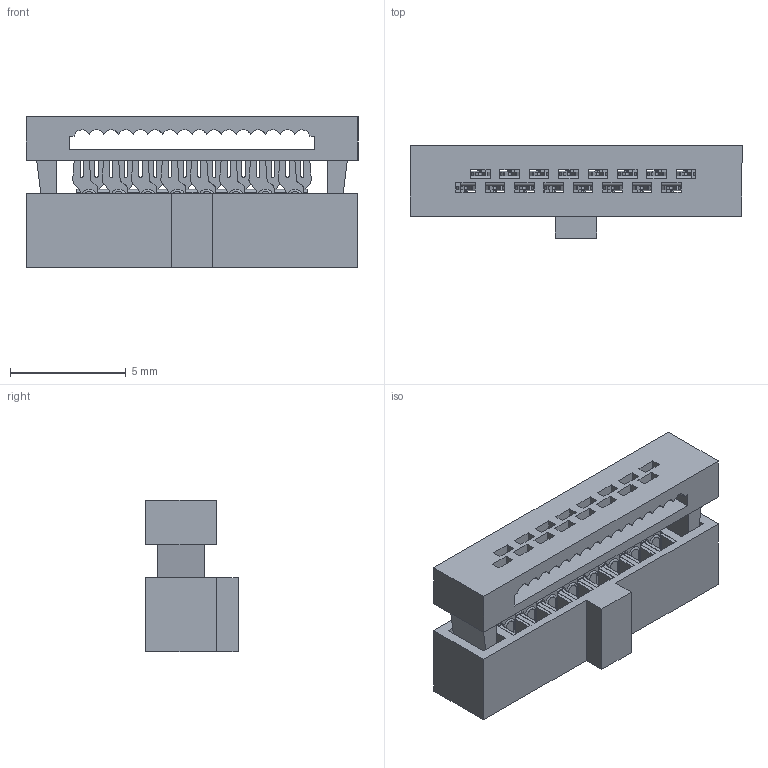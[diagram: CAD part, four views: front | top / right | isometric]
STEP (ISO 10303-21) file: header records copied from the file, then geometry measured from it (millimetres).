
FILE_DESCRIPTION(/* description */ ('Unknown'),/* implementation_level */ '2;1');
FILE_NAME(/* name */ '62701623121',/* time_stamp */ '2020-05-28T10:13:50+02:00',/* author */ ('Unknown'),/* organization */ ('Unknown'),/* preprocessor_version */ 'ST-DEVELOPER v16.7',/* originating_system */ 'DEX',/* authorisation */ $);
FILE_SCHEMA (('AUTOMOTIVE_DESIGN {1 0 10303 214 3 1 1}'));
Length unit declared in the file: millimetre
Products named in the file (4): 6270xx23121_Open; 62701623121; 6270xx23121_Pin; 62701623121_Cable clamp
Assembly tree (18 placements, depth 2):
  6270xx23121_Open
    62701623121
    6270xx23121_Pin  x16
    62701623121_Cable clamp
Bounding box: 14.35 x 4 x 6.53 mm (x, y, z)
Volume: 162.4 mm3; surface area: 932.6 mm2
Topology: 18 solids, 18 shells, 2469 faces, 6755 edges, 4342 vertices
Faces by surface type: plane 1547, cylinder 762, bspline 96, torus 64
Entity records: 18544 total; most frequent: CARTESIAN_POINT 3353, ORIENTED_EDGE 3220, DIRECTION 2992, EDGE_CURVE 1610, LINE 1358, VECTOR 1358, VERTEX_POINT 1042, AXIS2_PLACEMENT_3D 817
